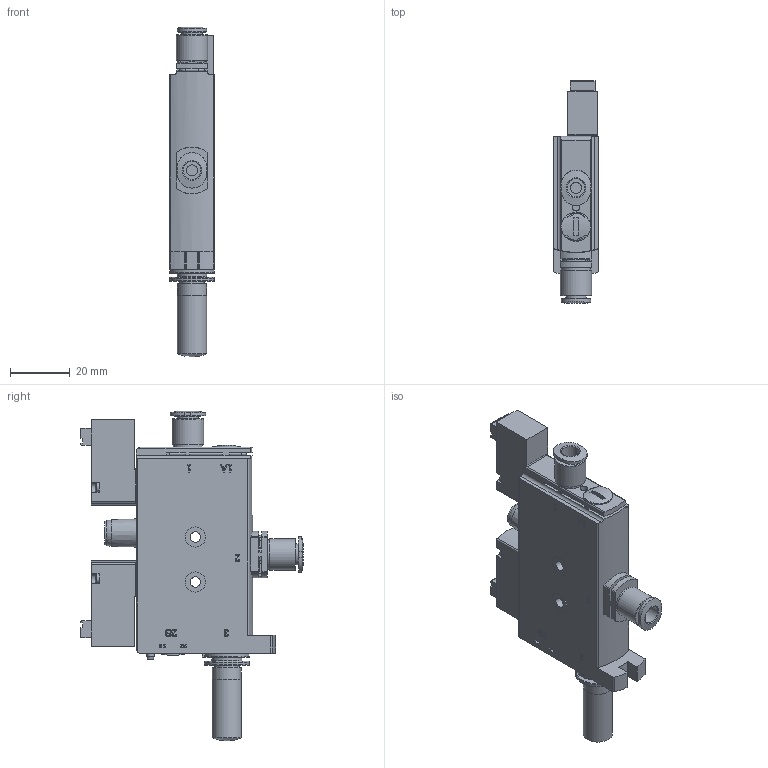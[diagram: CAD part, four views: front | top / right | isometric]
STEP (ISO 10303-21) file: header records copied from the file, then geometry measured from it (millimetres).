
FILE_DESCRIPTION(/* description */ ('STEP AP214'),/* implementation_level */ '2;1');
FILE_NAME(/* name */ '8142126_OVEL-10-H-15-PQ-VQ6-UC-C-A-H3',/* time_stamp */ '2024-09-13T11:20:30+02:00',/* author */ ('License CC BY-ND 4.0'),/* organization */ ('CADENAS'),/* preprocessor_version */ 'ST-DEVELOPER v19.3',/* originating_system */ 'PARTsolutions',/* authorisation */ ' ');
FILE_SCHEMA (('AUTOMOTIVE_DESIGN {1 0 10303 214 3 1 1}'));
Length unit declared in the file: millimetre
Products named in the file (9): 8142126 OVEL-10-H-15-PQ-VQ6-UC-C-A-H3; 8081772 OVEL-7/10A---(h); 132623 QSPKG10-6; 562243 QSPC10; 197005 MHA1-M1H-3/2G-0,6-TC_p; 4406465 DPT-F-TP-1.6x23-PT10; 161418 UC-M7; 388135 CPA10(OABM); 677814 MEBH-4/2-QS-6---(SPTE)
Assembly tree (15 placements, depth 2):
  8142126 OVEL-10-H-15-PQ-VQ6-UC-C-A-H3
    8081772 OVEL-7/10A---(h)
    132623 QSPKG10-6  x2
    562243 QSPC10  x2
    197005 MHA1-M1H-3/2G-0,6-TC_p  x2
    4406465 DPT-F-TP-1.6x23-PT10  x4
    161418 UC-M7
    388135 CPA10(OABM)
    677814 MEBH-4/2-QS-6---(SPTE)  x2
Bounding box: 15.2 x 74.25 x 110 mm (x, y, z)
Volume: 51247.5 mm3; surface area: 20879.2 mm2
Topology: 15 solids, 15 shells, 867 faces, 2157 edges, 1410 vertices
Faces by surface type: plane 471, cylinder 311, torus 39, cone 38, sphere 8
Full cylindrical faces by diameter (mm): 0.8 x5, 0.9 x2, 1.2 x4, 1.25 x4, 1.6 x4, 1.68 x4, 1.8 x8, 2.5 x2, 3.1 x2, 3.2 x4, 3.45 x2, 3.7 x2, 4.2 x1, 5.4 x1, 5.6 x4, 5.65 x2, 5.7 x1, 5.917 x1, 6 x2, 6.73 x4, 7 x6, 7.15 x2, 7.2 x2, 7.8 x4, 8 x5, 8.167 x1, 8.72 x2, 8.93 x4, 8.97 x2, 9 x4
Entity records: 22220 total; most frequent: CARTESIAN_POINT 3362, DIRECTION 3152, ORIENTED_EDGE 2892, EDGE_CURVE 1446, AXIS2_PLACEMENT_3D 1110, VERTEX_POINT 1016, LINE 932, VECTOR 932
